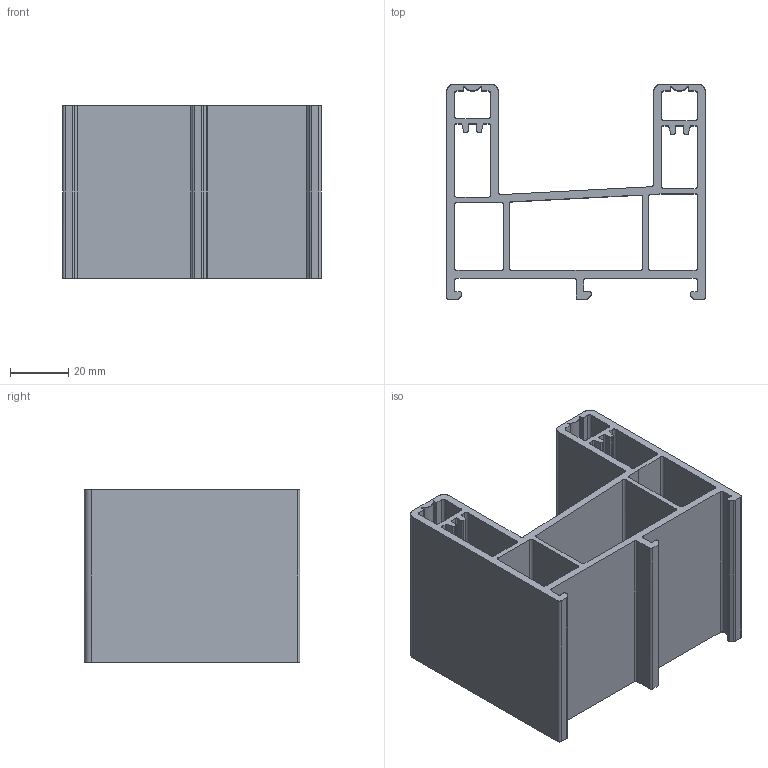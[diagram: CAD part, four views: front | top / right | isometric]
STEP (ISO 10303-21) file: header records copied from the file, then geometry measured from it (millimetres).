
FILE_DESCRIPTION(('FreeCAD Model'),'2;1');
FILE_NAME('Open CASCADE Shape Model','2025-04-17T11:59:53',('FreeCAD'),( 'FreeCAD'),'Open CASCADE STEP processor 7.6','FreeCAD','Unknown');
FILE_SCHEMA(('AUTOMOTIVE_DESIGN { 1 0 10303 214 1 1 1 1 }'));
Length unit declared in the file: millimetre
Products named in the file (1): Open CASCADE STEP translator 7.6 1
Bounding box: 88.98 x 74.15 x 59.32 mm (x, y, z)
Surface area: 61221.8 mm2 (no closed solid volume)
Topology: 0 solids, 157 shells, 157 faces, 1428 edges, 1428 vertices
Faces by surface type: bspline 157
Entity records: 12345 total; most frequent: CARTESIAN_POINT 5885, ORIENTED_EDGE 1428, EDGE_CURVE 1428, VERTEX_POINT 1428, B_SPLINE_CURVE_WITH_KNOTS 1270, FACE_BOUND 171, EDGE_LOOP 171, SHELL_BASED_SURFACE_MODEL 157
